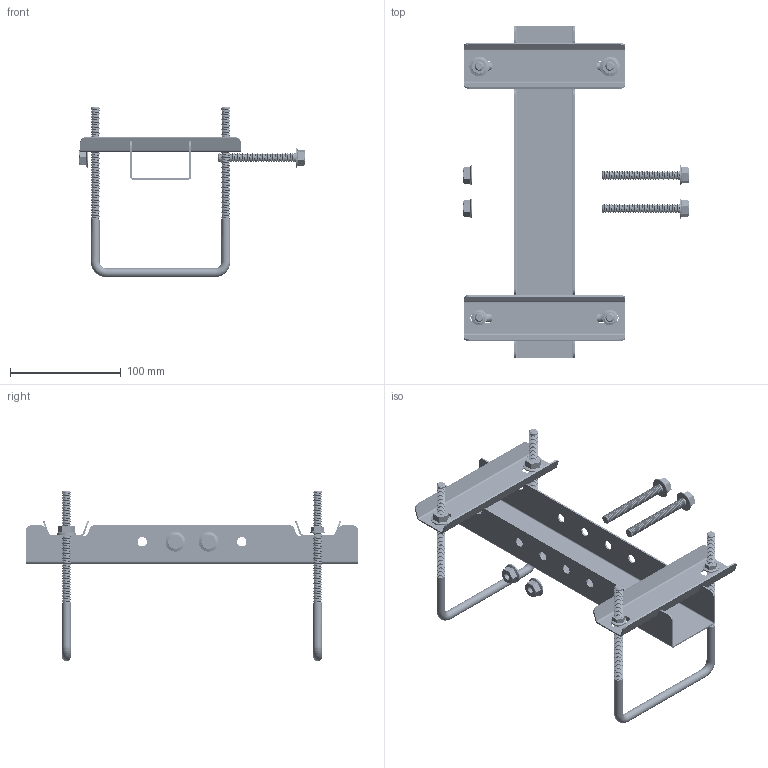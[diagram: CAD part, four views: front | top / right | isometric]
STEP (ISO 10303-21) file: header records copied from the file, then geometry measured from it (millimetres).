
FILE_DESCRIPTION (( 'STEP AP203' ), '1' );
FILE_NAME ('Êðåïëåíèå ê ñòîëáó.STEP', '2022-10-26T10:30:17', ( '' ), ( '' ), 'SwSTEP 2.0', 'SolidWorks 2022', '' );
FILE_SCHEMA (( 'CONFIG_CONTROL_DESIGN' ));
Length unit declared in the file: millimetre
Products named in the file (7): 45_5_Гайка фланцевая DIN 6923_М6; 45_5_КИВА 189.40.01 Профиль крепления; 45_5_КИВА 189.40.02 Профиль_L110; 45_5_Гайка фланцевая DIN 6923_М8; Крепление к столбу; hex flange bolt fine_din_DIN 6921 - M8x1 x 70 x 70-N; 45_5_Хомут П-обр._Болт-скоба П-образный 170х110 М8
Assembly tree (13 placements, depth 2):
  Крепление к столбу
    45_5_КИВА 189.40.01 Профиль крепления
    45_5_Гайка фланцевая DIN 6923_М8  x4
    45_5_Гайка фланцевая DIN 6923_М6  x2
    hex flange bolt fine_din_DIN 6921 - M8x1 x 70 x 70-N  x2
    45_5_КИВА 189.40.02 Профиль_L110  x2
    45_5_Хомут П-обр._Болт-скоба П-образный 170х110 М8  x2
Bounding box: 203.81 x 300 x 154 mm (x, y, z)
Volume: 125707 mm3; surface area: 139925.6 mm2
Topology: 13 solids, 13 shells, 1098 faces, 3052 edges, 1982 vertices
Faces by surface type: cylinder 820, plane 160, cone 76, bspline 30, torus 12
Entity records: 40244 total; most frequent: CARTESIAN_POINT 26985, ORIENTED_EDGE 3160, DIRECTION 2079, EDGE_CURVE 1580, VERTEX_POINT 1027, AXIS2_PLACEMENT_3D 745, EDGE_LOOP 591, VECTOR 589
